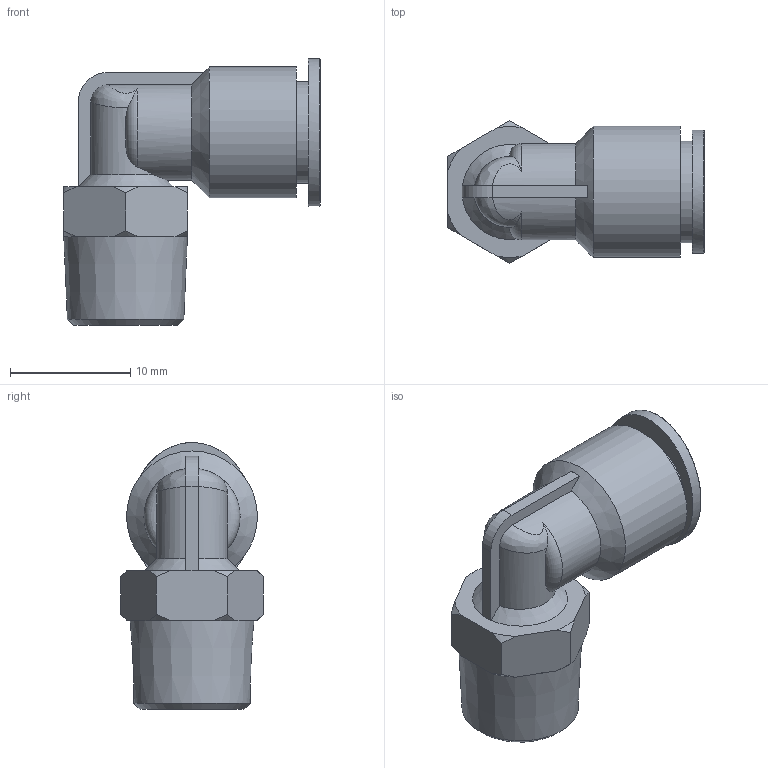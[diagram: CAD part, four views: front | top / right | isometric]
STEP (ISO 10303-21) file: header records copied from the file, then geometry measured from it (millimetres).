
FILE_DESCRIPTION(/* description */ ('Unknown'),/* implementation_level */ '2;1');
FILE_NAME(/* name */ 'P4C.1;4.1;8',/* time_stamp */ '2021-04-19T13:25:57-04:00',/* author */ ('Unknown'),/* organization */ ('Unknown'),/* preprocessor_version */ 'ST-DEVELOPER v16.7',/* originating_system */ 'Solid Edge',/* authorisation */ 'Unknown');
FILE_SCHEMA (('AUTOMOTIVE_DESIGN {1 0 10303 214 3 1 1}'));
Length unit declared in the file: millimetre
Products named in the file (1): P4C.1;4.1;8
Bounding box: 21.35 x 11.89 x 22.21 mm (x, y, z)
Volume: 1902.6 mm3; surface area: 1578.1 mm2
Topology: 1 solids, 1 shells, 54 faces, 134 edges, 88 vertices
Faces by surface type: plane 22, cone 18, cylinder 8, bspline 4, torus 2
Full cylindrical faces by diameter (mm): 4.5 x1, 6.45 x1, 8.45 x1, 10.9 x1
Entity records: 2131 total; most frequent: CARTESIAN_POINT 571, ORIENTED_EDGE 240, DIRECTION 215, EDGE_CURVE 120, AXIS2_PLACEMENT_3D 89, VERTEX_POINT 85, EDGE_LOOP 71, FACE_BOUND 71
